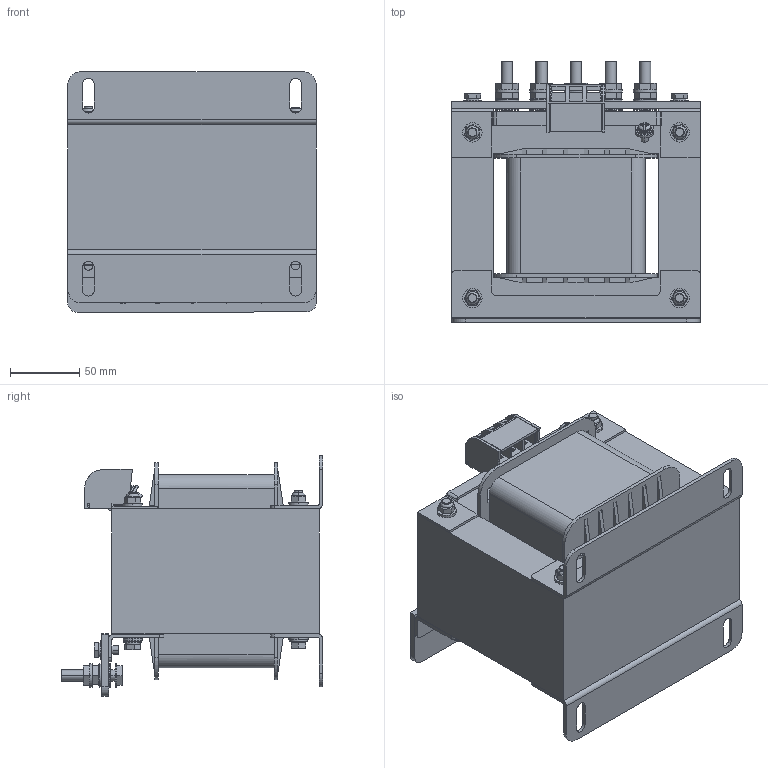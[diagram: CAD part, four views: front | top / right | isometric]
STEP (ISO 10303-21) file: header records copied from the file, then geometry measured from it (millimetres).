
FILE_DESCRIPTION((''),'2;1');
FILE_NAME('ASM0001_ASM','2023-03-03T',('Administrator'),(''),'PRO/ENGINEER BY PARAMETRIC TECHNOLOGY CORPORATION, 2008380','PRO/ENGINEER BY PARAMETRIC TECHNOLOGY CORPORATION, 2008380','');
FILE_SCHEMA(('CONFIG_CONTROL_DESIGN'));
Length unit declared in the file: millimetre
Products named in the file (17): PRT0001; PRT0002; PRT0003; PRT0004; PRT0005; PRT0006; PRT0007; SANJIE; SANJIEGAI; PRT0008; PRT0009; PRT0010; PRT0011; PRT0012; PRT0013; PRT0014; ASM0001_ASM
Assembly tree (40 placements, depth 2):
  ASM0001_ASM
    PRT0001
    PRT0002
    PRT0003  x2
    PRT0004  x2
    PRT0005
    PRT0006
    PRT0007
    SANJIE
    SANJIEGAI
    PRT0008  x8
    PRT0009  x4
    PRT0010  x4
    PRT0011
    PRT0012  x2
    PRT0013  x5
    PRT0014  x5
Bounding box: 180.07 x 189.1 x 174.31 mm (x, y, z)
Volume: 2861826.7 mm3; surface area: 418966.7 mm2
Topology: 40 solids, 42 shells, 1179 faces, 2937 edges, 1908 vertices
Faces by surface type: plane 834, cylinder 317, torus 20, bspline 8
Entity records: 22505 total; most frequent: CARTESIAN_POINT 4045, DIRECTION 3747, ORIENTED_EDGE 3720, EDGE_CURVE 1860, VECTOR 1463, LINE 1463, VERTEX_POINT 1211, AXIS2_PLACEMENT_3D 1142
